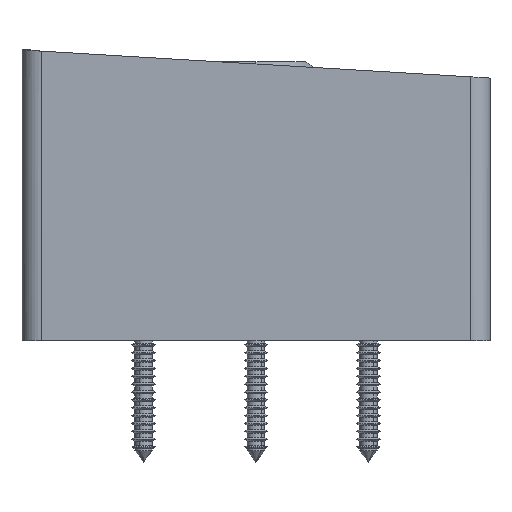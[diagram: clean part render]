
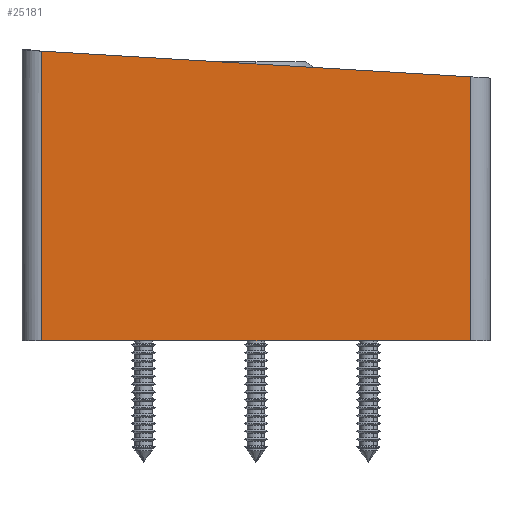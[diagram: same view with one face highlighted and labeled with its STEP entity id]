
A CAD part, left-side view. The second image highlights one B-rep face of the part: STEP entity #25181.
In plain terms, the highlighted planar face has unit normal (-1, 0, 0).
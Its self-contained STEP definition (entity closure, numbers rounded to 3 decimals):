
#557 = CARTESIAN_POINT ( 'NONE',  ( -41.75, -38.15, 0. ) ) ;
#795 = VECTOR ( 'NONE', #10290, 1000. ) ;
#1609 = VERTEX_POINT ( 'NONE', #33199 ) ;
#1628 = CARTESIAN_POINT ( 'NONE',  ( -41.75, 38.15, 53. ) ) ;
#4754 = LINE ( 'NONE', #33911, #795 ) ;
#4904 = EDGE_CURVE ( 'NONE', #29087, #27695, #16767, .T. ) ;
#5624 = CARTESIAN_POINT ( 'NONE',  ( -41.75, 38.15, 53. ) ) ;
#6404 = DIRECTION ( 'NONE',  ( 0., -1., 0. ) ) ;
#7430 = VECTOR ( 'NONE', #32090, 1000. ) ;
#10290 = DIRECTION ( 'NONE',  ( 0., 0., -1. ) ) ;
#11257 = ORIENTED_EDGE ( 'NONE', *, *, #32252, .F. ) ;
#13248 = CARTESIAN_POINT ( 'NONE',  ( -41.75, -38.15, 47.01 ) ) ;
#13559 = DIRECTION ( 'NONE',  ( 0., 0., -1. ) ) ;
#13810 = CARTESIAN_POINT ( 'NONE',  ( -41.75, 50.17, 52.311 ) ) ;
#15806 = LINE ( 'NONE', #5624, #18312 ) ;
#16285 = EDGE_LOOP ( 'NONE', ( #26532, #28716, #32672, #11257 ) ) ;
#16767 = LINE ( 'NONE', #19508, #26566 ) ;
#18312 = VECTOR ( 'NONE', #13559, 1000. ) ;
#19508 = CARTESIAN_POINT ( 'NONE',  ( -41.75, 38.15, 0. ) ) ;
#21197 = VERTEX_POINT ( 'NONE', #13248 ) ;
#25181 = ADVANCED_FACE ( 'NONE', ( #30427 ), #25253, .F. ) ;
#25253 = PLANE ( 'NONE',  #30334 ) ;
#26532 = ORIENTED_EDGE ( 'NONE', *, *, #29427, .F. ) ;
#26566 = VECTOR ( 'NONE', #6404, 1000. ) ;
#26741 = LINE ( 'NONE', #13810, #7430 ) ;
#27633 = CARTESIAN_POINT ( 'NONE',  ( -41.75, 38.15, 0. ) ) ;
#27695 = VERTEX_POINT ( 'NONE', #557 ) ;
#28716 = ORIENTED_EDGE ( 'NONE', *, *, #30126, .T. ) ;
#29087 = VERTEX_POINT ( 'NONE', #27633 ) ;
#29427 = EDGE_CURVE ( 'NONE', #1609, #21197, #26741, .T. ) ;
#29754 = DIRECTION ( 'NONE',  ( 0., 1., 0. ) ) ;
#30126 = EDGE_CURVE ( 'NONE', #1609, #29087, #15806, .T. ) ;
#30334 = AXIS2_PLACEMENT_3D ( 'NONE', #1628, #33027, #29754 ) ;
#30427 = FACE_OUTER_BOUND ( 'NONE', #16285, .T. ) ;
#32090 = DIRECTION ( 'NONE',  ( 0., -0.998, -0.06 ) ) ;
#32252 = EDGE_CURVE ( 'NONE', #21197, #27695, #4754, .T. ) ;
#32672 = ORIENTED_EDGE ( 'NONE', *, *, #4904, .T. ) ;
#33027 = DIRECTION ( 'NONE',  ( 1., 0., 0. ) ) ;
#33199 = CARTESIAN_POINT ( 'NONE',  ( -41.75, 38.15, 51.59 ) ) ;
#33911 = CARTESIAN_POINT ( 'NONE',  ( -41.75, -38.15, 53. ) ) ;
